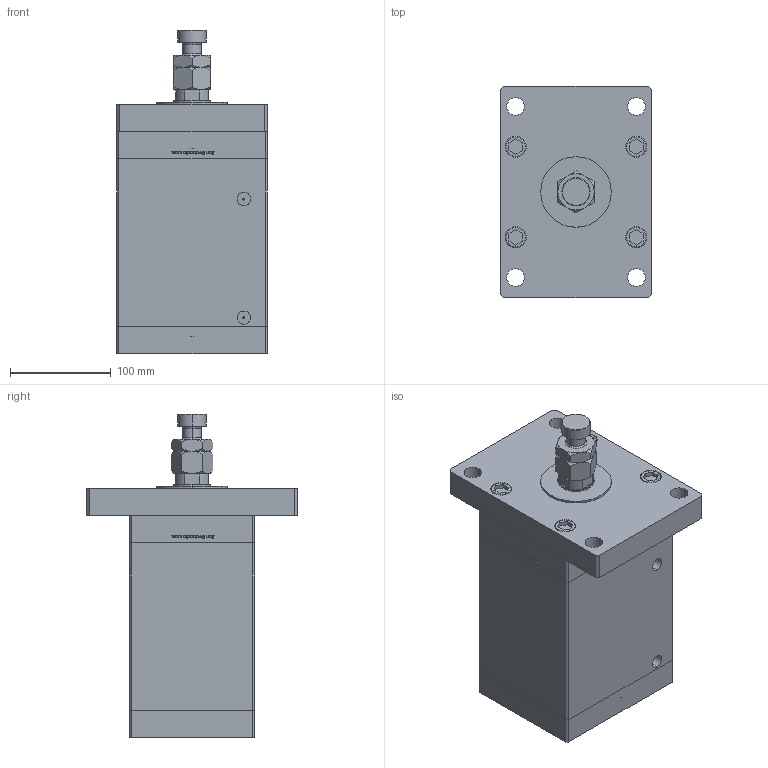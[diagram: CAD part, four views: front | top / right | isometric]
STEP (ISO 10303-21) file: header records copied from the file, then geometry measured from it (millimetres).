
FILE_DESCRIPTION (( 'STEP AP203' ), '1' );
FILE_NAME ('4d80.STEP', '2022-04-15T00:02:01', ( '' ), ( '' ), 'SwSTEP 2.0', 'SolidWorks 2019', '' );
FILE_SCHEMA (( 'CONFIG_CONTROL_DESIGN' ));
Length unit declared in the file: millimetre
Products named in the file (8): V220C BACK_F 22e135eab95b6d7ff86f0c25eaab1fbf; MFA 22e135eab95b6d7ff86f0c25eaab1fbf; V220C_F_MIDDLE 22e135eab95b6d7ff86f0c25eaab1fbf; 4d80; V220C_F 22e135eab95b6d7ff86f0c25eaab1fbf; V220C_FRONT_F 22e135eab95b6d7ff86f0c25eaab1fbf; V220C_VC_F 22e135eab95b6d7ff86f0c25eaab1fbf; ALLEN BOLT 22e135eab95b6d7ff86f0c25eaab1fbf
Assembly tree (20 placements, depth 2):
  4d80
    V220C BACK_F 22e135eab95b6d7ff86f0c25eaab1fbf
    V220C_F_MIDDLE 22e135eab95b6d7ff86f0c25eaab1fbf
    V220C_FRONT_F 22e135eab95b6d7ff86f0c25eaab1fbf
    V220C_F 22e135eab95b6d7ff86f0c25eaab1fbf
    ALLEN BOLT 22e135eab95b6d7ff86f0c25eaab1fbf  x14
    V220C_VC_F 22e135eab95b6d7ff86f0c25eaab1fbf
    MFA 22e135eab95b6d7ff86f0c25eaab1fbf
Bounding box: 150 x 210 x 322 mm (x, y, z)
Volume: 4411962.9 mm3; surface area: 480880.3 mm2
Topology: 20 solids, 20 shells, 1362 faces, 3343 edges, 2173 vertices
Faces by surface type: plane 533, bspline 484, cylinder 191, cone 90, torus 64
Entity records: 55285 total; most frequent: CARTESIAN_POINT 31007, ORIENTED_EDGE 5486, DIRECTION 3281, EDGE_CURVE 2743, VERTEX_POINT 1809, LINE 1387, VECTOR 1387, EDGE_LOOP 1262
